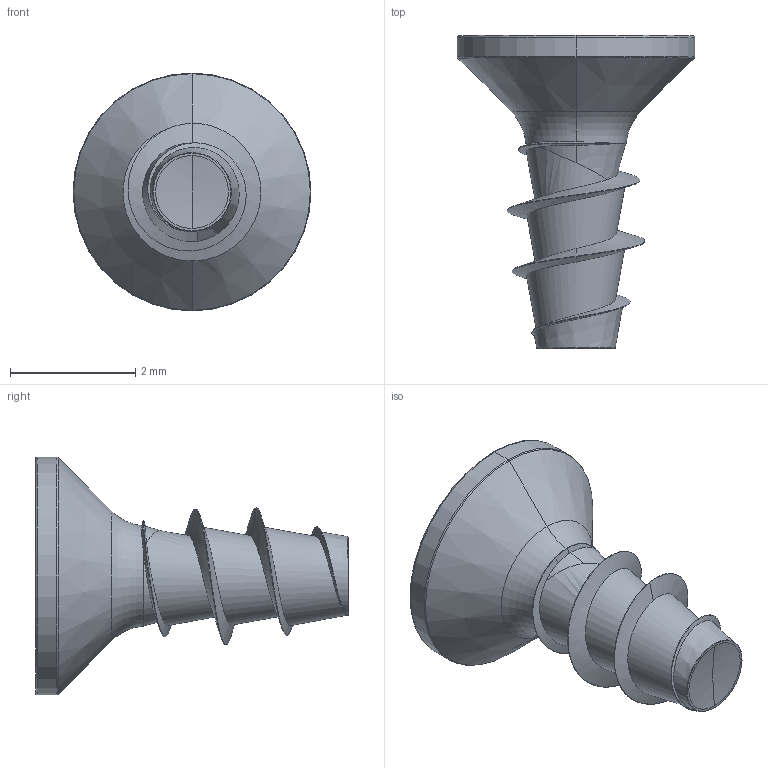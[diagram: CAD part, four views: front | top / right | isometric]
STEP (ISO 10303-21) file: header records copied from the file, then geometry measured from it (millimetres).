
FILE_DESCRIPTION (( 'STEP AP203' ), '1' );
FILE_NAME ('STP41A0220050.STEP', '2019-12-12T03:15:35', ( '' ), ( '' ), 'SwSTEP 2.0', 'SolidWorks 2015', '' );
FILE_SCHEMA (( 'CONFIG_CONTROL_DESIGN' ));
Length unit declared in the file: millimetre
Products named in the file (2): STP41A0220050
Bounding box: 3.8 x 5 x 3.8 mm (x, y, z)
Volume: 15.2 mm3; surface area: 58.5 mm2
Topology: 1 solids, 1 shells, 79 faces, 191 edges, 114 vertices
Faces by surface type: bspline 32, cylinder 22, cone 14, torus 6, plane 3, sphere 2
Entity records: 6873 total; most frequent: CARTESIAN_POINT 5154, ORIENTED_EDGE 378, DIRECTION 253, EDGE_CURVE 189, VERTEX_POINT 114, AXIS2_PLACEMENT_3D 107, B_SPLINE_CURVE_WITH_KNOTS 92, EDGE_LOOP 81
